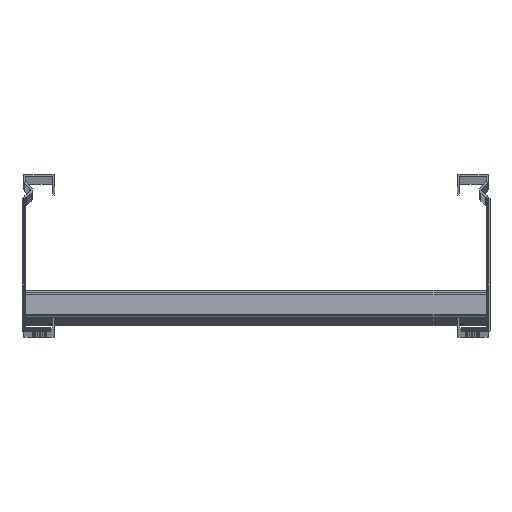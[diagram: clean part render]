
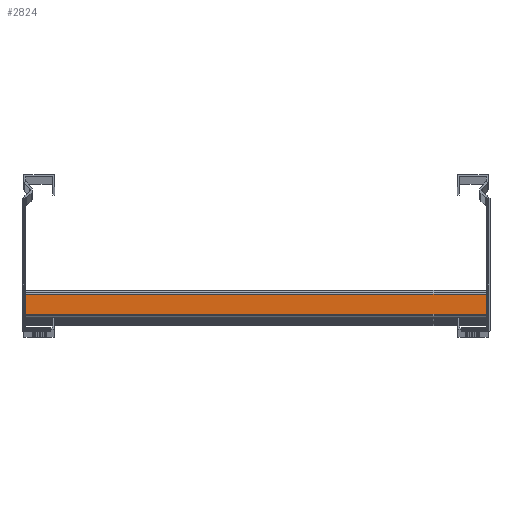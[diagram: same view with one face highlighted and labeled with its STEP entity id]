
A CAD part, top view. The second image highlights one B-rep face of the part: STEP entity #2824.
In plain terms, the highlighted face is planar.
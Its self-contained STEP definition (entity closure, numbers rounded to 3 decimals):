
#2824 = ADVANCED_FACE ( 'NONE', ( #7239 ), #18219, .T. ) ;
#2985 = VERTEX_POINT ( 'NONE', #7904 ) ;
#3769 = LINE ( 'NONE', #12723, #13918 ) ;
#4012 = DIRECTION ( 'NONE',  ( 0., 0., -1. ) ) ;
#4144 = ORIENTED_EDGE ( 'NONE', *, *, #20785, .F. ) ;
#4343 = DIRECTION ( 'NONE',  ( 0., -1., 0. ) ) ;
#6162 = CARTESIAN_POINT ( 'NONE',  ( 18., 15.5, 149. ) ) ;
#6705 = VECTOR ( 'NONE', #11062, 1000. ) ;
#7239 = FACE_OUTER_BOUND ( 'NONE', #20046, .T. ) ;
#7904 = CARTESIAN_POINT ( 'NONE',  ( 18., 2.5, 149. ) ) ;
#8483 = DIRECTION ( 'NONE',  ( 0., 0., -1. ) ) ;
#8667 = ORIENTED_EDGE ( 'NONE', *, *, #17305, .T. ) ;
#9226 = ORIENTED_EDGE ( 'NONE', *, *, #11859, .T. ) ;
#9609 = VECTOR ( 'NONE', #4343, 1000. ) ;
#9870 = AXIS2_PLACEMENT_3D ( 'NONE', #13297, #16524, #8483 ) ;
#9910 = CARTESIAN_POINT ( 'NONE',  ( 18., 2.5, -149. ) ) ;
#10087 = CARTESIAN_POINT ( 'NONE',  ( 18., 15.5, -149. ) ) ;
#11005 = LINE ( 'NONE', #14298, #6705 ) ;
#11062 = DIRECTION ( 'NONE',  ( 0., -1., 0. ) ) ;
#11077 = VERTEX_POINT ( 'NONE', #6162 ) ;
#11264 = ORIENTED_EDGE ( 'NONE', *, *, #20103, .F. ) ;
#11859 = EDGE_CURVE ( 'NONE', #2985, #13869, #3769, .T. ) ;
#12723 = CARTESIAN_POINT ( 'NONE',  ( 18., 2.5, 149. ) ) ;
#13297 = CARTESIAN_POINT ( 'NONE',  ( 18., 18., 149. ) ) ;
#13869 = VERTEX_POINT ( 'NONE', #9910 ) ;
#13918 = VECTOR ( 'NONE', #18051, 1000. ) ;
#14175 = LINE ( 'NONE', #17177, #17722 ) ;
#14298 = CARTESIAN_POINT ( 'NONE',  ( 18., 18., 149. ) ) ;
#14406 = LINE ( 'NONE', #17091, #9609 ) ;
#14413 = VERTEX_POINT ( 'NONE', #10087 ) ;
#16524 = DIRECTION ( 'NONE',  ( 1., 0., 0. ) ) ;
#17091 = CARTESIAN_POINT ( 'NONE',  ( 18., 18., -149. ) ) ;
#17177 = CARTESIAN_POINT ( 'NONE',  ( 18., 15.5, 149. ) ) ;
#17305 = EDGE_CURVE ( 'NONE', #11077, #2985, #11005, .T. ) ;
#17722 = VECTOR ( 'NONE', #4012, 1000. ) ;
#18051 = DIRECTION ( 'NONE',  ( 0., 0., -1. ) ) ;
#18219 = PLANE ( 'NONE',  #9870 ) ;
#20046 = EDGE_LOOP ( 'NONE', ( #4144, #11264, #8667, #9226 ) ) ;
#20103 = EDGE_CURVE ( 'NONE', #11077, #14413, #14175, .T. ) ;
#20785 = EDGE_CURVE ( 'NONE', #14413, #13869, #14406, .T. ) ;
